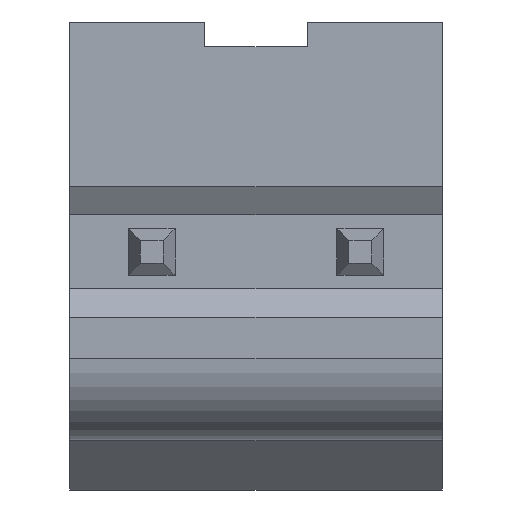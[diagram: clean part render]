
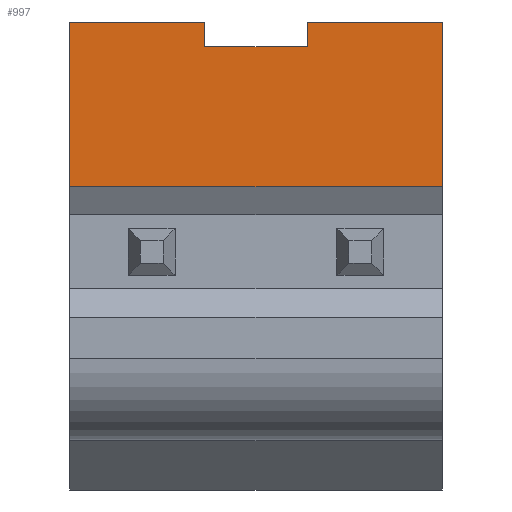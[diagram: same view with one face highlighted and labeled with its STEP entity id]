
A CAD part, front view. The second image highlights one B-rep face of the part: STEP entity #997.
In plain terms, the highlighted planar face has unit normal (0, -1, 0).
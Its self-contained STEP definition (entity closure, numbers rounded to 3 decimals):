
#5=DIRECTION('',(0.,0.,-1.));
#6=VECTOR('',#5,4.007);
#7=CARTESIAN_POINT('',(-4.54,0.,5.6));
#8=LINE('',#7,#6);
#163=DIRECTION('',(1.,0.,0.));
#164=VECTOR('',#163,2.5);
#165=CARTESIAN_POINT('',(-1.25,0.,5.));
#166=LINE('',#165,#164);
#167=DIRECTION('',(0.,0.,-1.));
#168=VECTOR('',#167,0.6);
#169=CARTESIAN_POINT('',(1.25,0.,5.6));
#170=LINE('',#169,#168);
#171=DIRECTION('',(1.,0.,0.));
#172=VECTOR('',#171,3.29);
#173=CARTESIAN_POINT('',(1.25,0.,5.6));
#174=LINE('',#173,#172);
#175=DIRECTION('',(1.,0.,0.));
#176=VECTOR('',#175,3.29);
#177=CARTESIAN_POINT('',(-4.54,0.,5.6));
#178=LINE('',#177,#176);
#179=DIRECTION('',(0.,0.,-1.));
#180=VECTOR('',#179,0.6);
#181=CARTESIAN_POINT('',(-1.25,0.,5.6));
#182=LINE('',#181,#180);
#269=DIRECTION('',(0.,0.,-1.));
#270=VECTOR('',#269,4.007);
#271=CARTESIAN_POINT('',(4.54,0.,5.6));
#272=LINE('',#271,#270);
#373=DIRECTION('',(1.,0.,0.));
#374=VECTOR('',#373,9.08);
#375=CARTESIAN_POINT('',(-4.54,0.,1.593));
#376=LINE('',#375,#374);
#634=CARTESIAN_POINT('',(-4.54,0.,5.6));
#636=VERTEX_POINT('',#634);
#637=CARTESIAN_POINT('',(-4.54,0.,1.593));
#638=VERTEX_POINT('',#637);
#676=CARTESIAN_POINT('',(4.54,0.,5.6));
#678=VERTEX_POINT('',#676);
#679=CARTESIAN_POINT('',(4.54,0.,1.593));
#680=VERTEX_POINT('',#679);
#718=CARTESIAN_POINT('',(-1.25,0.,5.6));
#720=VERTEX_POINT('',#718);
#722=CARTESIAN_POINT('',(1.25,0.,5.6));
#724=VERTEX_POINT('',#722);
#725=CARTESIAN_POINT('',(-1.25,0.,5.));
#726=CARTESIAN_POINT('',(1.25,0.,5.));
#727=VERTEX_POINT('',#725);
#728=VERTEX_POINT('',#726);
#979=CARTESIAN_POINT('',(-4.54,0.,5.6));
#980=DIRECTION('',(0.,-1.,0.));
#981=DIRECTION('',(0.,0.,-1.));
#982=AXIS2_PLACEMENT_3D('',#979,#980,#981);
#983=PLANE('',#982);
#984=ORIENTED_EDGE('',*,*,#970,.T.);
#986=ORIENTED_EDGE('',*,*,#985,.F.);
#987=ORIENTED_EDGE('',*,*,#905,.T.);
#989=ORIENTED_EDGE('',*,*,#988,.T.);
#991=ORIENTED_EDGE('',*,*,#990,.F.);
#992=ORIENTED_EDGE('',*,*,#836,.F.);
#993=ORIENTED_EDGE('',*,*,#886,.T.);
#994=ORIENTED_EDGE('',*,*,#920,.T.);
#995=EDGE_LOOP('',(#984,#986,#987,#989,#991,#992,#993,#994));
#996=FACE_OUTER_BOUND('',#995,.F.);
#997=ADVANCED_FACE('',(#996),#983,.T.);
#836=EDGE_CURVE('',#636,#638,#8,.T.);
#886=EDGE_CURVE('',#636,#720,#178,.T.);
#905=EDGE_CURVE('',#724,#678,#174,.T.);
#920=EDGE_CURVE('',#720,#727,#182,.T.);
#970=EDGE_CURVE('',#727,#728,#166,.T.);
#985=EDGE_CURVE('',#724,#728,#170,.T.);
#988=EDGE_CURVE('',#678,#680,#272,.T.);
#990=EDGE_CURVE('',#638,#680,#376,.T.);
